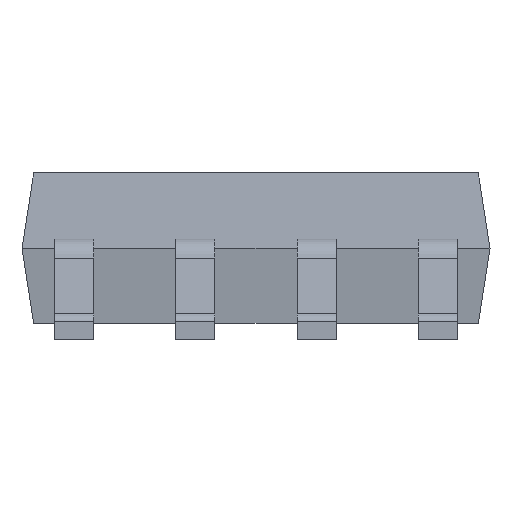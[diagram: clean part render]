
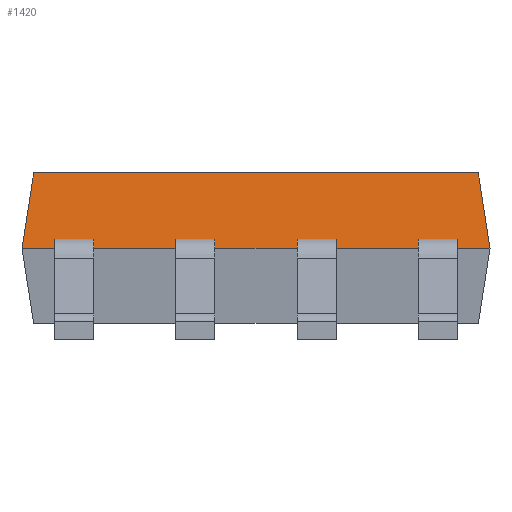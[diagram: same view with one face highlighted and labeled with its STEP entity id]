
A CAD part, left-side view. The second image highlights one B-rep face of the part: STEP entity #1420.
In plain terms, the highlighted free-form (B-spline) face has degree [1, 1] with [2, 2] control points.
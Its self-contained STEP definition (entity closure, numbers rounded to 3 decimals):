
#24 = VERTEX_POINT('',#25);
#25 = CARTESIAN_POINT('',(-1.85,-2.33,1.75));
#31 = EDGE_CURVE('',#24,#32,#34,.T.);
#32 = VERTEX_POINT('',#33);
#33 = CARTESIAN_POINT('',(-1.85,2.33,1.75));
#34 = LINE('',#35,#36);
#35 = CARTESIAN_POINT('',(-1.85,-2.33,1.75));
#36 = VECTOR('',#37,1.);
#37 = DIRECTION('',(0.,1.,0.));
#1225 = EDGE_CURVE('',#24,#1226,#1228,.T.);
#1226 = VERTEX_POINT('',#1227);
#1227 = CARTESIAN_POINT('',(-1.948,-2.453,0.963));
#1228 = B_SPLINE_CURVE_WITH_KNOTS('',1,(#1229,#1230),.UNSPECIFIED.,.F.,
  .F.,(2,2),(0.,1.),.PIECEWISE_BEZIER_KNOTS.);
#1229 = CARTESIAN_POINT('',(-1.85,-2.33,1.75));
#1230 = CARTESIAN_POINT('',(-1.948,-2.453,0.963));
#1420 = ADVANCED_FACE('',(#1421),#1586,.T.);
#1421 = FACE_BOUND('',#1422,.T.);
#1422 = EDGE_LOOP('',(#1423,#1424,#1425,#1432,#1440,#1452,#1459,#1471,
    #1479,#1489,#1496,#1506,#1514,#1524,#1531,#1541,#1549,#1561,#1568,
    #1580));
#1423 = ORIENTED_EDGE('',*,*,#1225,.F.);
#1424 = ORIENTED_EDGE('',*,*,#31,.T.);
#1425 = ORIENTED_EDGE('',*,*,#1426,.T.);
#1426 = EDGE_CURVE('',#32,#1427,#1429,.T.);
#1427 = VERTEX_POINT('',#1428);
#1428 = CARTESIAN_POINT('',(-1.948,2.453,0.963));
#1429 = B_SPLINE_CURVE_WITH_KNOTS('',1,(#1430,#1431),.UNSPECIFIED.,.F.,
  .F.,(2,2),(0.,1.),.PIECEWISE_BEZIER_KNOTS.);
#1430 = CARTESIAN_POINT('',(-1.85,2.33,1.75));
#1431 = CARTESIAN_POINT('',(-1.948,2.453,0.963));
#1432 = ORIENTED_EDGE('',*,*,#1433,.F.);
#1433 = EDGE_CURVE('',#1434,#1427,#1436,.T.);
#1434 = VERTEX_POINT('',#1435);
#1435 = CARTESIAN_POINT('',(-1.948,2.11,0.963));
#1436 = LINE('',#1437,#1438);
#1437 = CARTESIAN_POINT('',(-1.948,-2.453,0.963));
#1438 = VECTOR('',#1439,1.);
#1439 = DIRECTION('',(0.,1.,0.));
#1440 = ORIENTED_EDGE('',*,*,#1441,.F.);
#1441 = EDGE_CURVE('',#1442,#1434,#1444,.T.);
#1442 = VERTEX_POINT('',#1443);
#1443 = CARTESIAN_POINT('',(-1.936,2.11,1.058));
#1444 = B_SPLINE_CURVE_WITH_KNOTS('',6,(#1445,#1446,#1447,#1448,#1449,
    #1450,#1451),.UNSPECIFIED.,.F.,.F.,(7,7),(0.,1.),
  .PIECEWISE_BEZIER_KNOTS.);
#1445 = CARTESIAN_POINT('',(-1.936,2.11,1.058));
#1446 = CARTESIAN_POINT('',(-1.938,2.11,1.041));
#1447 = CARTESIAN_POINT('',(-1.939,2.11,1.028));
#1448 = CARTESIAN_POINT('',(-1.942,2.11,1.011));
#1449 = CARTESIAN_POINT('',(-1.944,2.11,0.989));
#1450 = CARTESIAN_POINT('',(-1.947,2.11,0.968));
#1451 = CARTESIAN_POINT('',(-1.948,2.11,0.963));
#1452 = ORIENTED_EDGE('',*,*,#1453,.T.);
#1453 = EDGE_CURVE('',#1442,#1454,#1456,.T.);
#1454 = VERTEX_POINT('',#1455);
#1455 = CARTESIAN_POINT('',(-1.936,1.7,1.058));
#1456 = B_SPLINE_CURVE_WITH_KNOTS('',1,(#1457,#1458),.UNSPECIFIED.,.F.,
  .F.,(2,2),(0.,1.),.PIECEWISE_BEZIER_KNOTS.);
#1457 = CARTESIAN_POINT('',(-1.936,2.11,1.058));
#1458 = CARTESIAN_POINT('',(-1.936,1.7,1.058));
#1459 = ORIENTED_EDGE('',*,*,#1460,.T.);
#1460 = EDGE_CURVE('',#1454,#1461,#1463,.T.);
#1461 = VERTEX_POINT('',#1462);
#1462 = CARTESIAN_POINT('',(-1.948,1.7,0.963));
#1463 = B_SPLINE_CURVE_WITH_KNOTS('',6,(#1464,#1465,#1466,#1467,#1468,
    #1469,#1470),.UNSPECIFIED.,.F.,.F.,(7,7),(0.,1.),
  .PIECEWISE_BEZIER_KNOTS.);
#1464 = CARTESIAN_POINT('',(-1.936,1.7,1.058));
#1465 = CARTESIAN_POINT('',(-1.938,1.7,1.039));
#1466 = CARTESIAN_POINT('',(-1.94,1.7,1.026));
#1467 = CARTESIAN_POINT('',(-1.942,1.7,1.009));
#1468 = CARTESIAN_POINT('',(-1.944,1.7,0.988));
#1469 = CARTESIAN_POINT('',(-1.947,1.7,0.967));
#1470 = CARTESIAN_POINT('',(-1.948,1.7,0.963));
#1471 = ORIENTED_EDGE('',*,*,#1472,.F.);
#1472 = EDGE_CURVE('',#1473,#1461,#1475,.T.);
#1473 = VERTEX_POINT('',#1474);
#1474 = CARTESIAN_POINT('',(-1.948,0.84,0.963));
#1475 = LINE('',#1476,#1477);
#1476 = CARTESIAN_POINT('',(-1.948,-2.453,0.963));
#1477 = VECTOR('',#1478,1.);
#1478 = DIRECTION('',(0.,1.,0.));
#1479 = ORIENTED_EDGE('',*,*,#1480,.F.);
#1480 = EDGE_CURVE('',#1481,#1473,#1483,.T.);
#1481 = VERTEX_POINT('',#1482);
#1482 = CARTESIAN_POINT('',(-1.936,0.84,1.058));
#1483 = B_SPLINE_CURVE_WITH_KNOTS('',4,(#1484,#1485,#1486,#1487,#1488),
  .UNSPECIFIED.,.F.,.F.,(5,5),(0.,1.),.PIECEWISE_BEZIER_KNOTS.);
#1484 = CARTESIAN_POINT('',(-1.936,0.84,1.058));
#1485 = CARTESIAN_POINT('',(-1.939,0.84,1.034));
#1486 = CARTESIAN_POINT('',(-1.942,0.84,1.01));
#1487 = CARTESIAN_POINT('',(-1.945,0.84,0.986));
#1488 = CARTESIAN_POINT('',(-1.948,0.84,0.963));
#1489 = ORIENTED_EDGE('',*,*,#1490,.T.);
#1490 = EDGE_CURVE('',#1481,#1491,#1493,.T.);
#1491 = VERTEX_POINT('',#1492);
#1492 = CARTESIAN_POINT('',(-1.936,0.43,1.058));
#1493 = B_SPLINE_CURVE_WITH_KNOTS('',1,(#1494,#1495),.UNSPECIFIED.,.F.,
  .F.,(2,2),(0.,1.),.PIECEWISE_BEZIER_KNOTS.);
#1494 = CARTESIAN_POINT('',(-1.936,0.84,1.058));
#1495 = CARTESIAN_POINT('',(-1.936,0.43,1.058));
#1496 = ORIENTED_EDGE('',*,*,#1497,.T.);
#1497 = EDGE_CURVE('',#1491,#1498,#1500,.T.);
#1498 = VERTEX_POINT('',#1499);
#1499 = CARTESIAN_POINT('',(-1.948,0.43,0.963));
#1500 = B_SPLINE_CURVE_WITH_KNOTS('',4,(#1501,#1502,#1503,#1504,#1505),
  .UNSPECIFIED.,.F.,.F.,(5,5),(0.,1.),.PIECEWISE_BEZIER_KNOTS.);
#1501 = CARTESIAN_POINT('',(-1.936,0.43,1.058));
#1502 = CARTESIAN_POINT('',(-1.939,0.43,1.034));
#1503 = CARTESIAN_POINT('',(-1.942,0.43,1.01));
#1504 = CARTESIAN_POINT('',(-1.945,0.43,0.986));
#1505 = CARTESIAN_POINT('',(-1.948,0.43,0.963));
#1506 = ORIENTED_EDGE('',*,*,#1507,.F.);
#1507 = EDGE_CURVE('',#1508,#1498,#1510,.T.);
#1508 = VERTEX_POINT('',#1509);
#1509 = CARTESIAN_POINT('',(-1.948,-0.43,0.963));
#1510 = LINE('',#1511,#1512);
#1511 = CARTESIAN_POINT('',(-1.948,-2.453,0.963));
#1512 = VECTOR('',#1513,1.);
#1513 = DIRECTION('',(0.,1.,0.));
#1514 = ORIENTED_EDGE('',*,*,#1515,.F.);
#1515 = EDGE_CURVE('',#1516,#1508,#1518,.T.);
#1516 = VERTEX_POINT('',#1517);
#1517 = CARTESIAN_POINT('',(-1.936,-0.43,1.058));
#1518 = B_SPLINE_CURVE_WITH_KNOTS('',4,(#1519,#1520,#1521,#1522,#1523),
  .UNSPECIFIED.,.F.,.F.,(5,5),(0.,1.),.PIECEWISE_BEZIER_KNOTS.);
#1519 = CARTESIAN_POINT('',(-1.936,-0.43,1.058));
#1520 = CARTESIAN_POINT('',(-1.939,-0.43,1.034));
#1521 = CARTESIAN_POINT('',(-1.942,-0.43,1.01));
#1522 = CARTESIAN_POINT('',(-1.945,-0.43,0.986));
#1523 = CARTESIAN_POINT('',(-1.948,-0.43,0.963));
#1524 = ORIENTED_EDGE('',*,*,#1525,.T.);
#1525 = EDGE_CURVE('',#1516,#1526,#1528,.T.);
#1526 = VERTEX_POINT('',#1527);
#1527 = CARTESIAN_POINT('',(-1.936,-0.84,1.058));
#1528 = B_SPLINE_CURVE_WITH_KNOTS('',1,(#1529,#1530),.UNSPECIFIED.,.F.,
  .F.,(2,2),(0.,1.),.PIECEWISE_BEZIER_KNOTS.);
#1529 = CARTESIAN_POINT('',(-1.936,-0.43,1.058));
#1530 = CARTESIAN_POINT('',(-1.936,-0.84,1.058));
#1531 = ORIENTED_EDGE('',*,*,#1532,.T.);
#1532 = EDGE_CURVE('',#1526,#1533,#1535,.T.);
#1533 = VERTEX_POINT('',#1534);
#1534 = CARTESIAN_POINT('',(-1.948,-0.84,0.963));
#1535 = B_SPLINE_CURVE_WITH_KNOTS('',4,(#1536,#1537,#1538,#1539,#1540),
  .UNSPECIFIED.,.F.,.F.,(5,5),(0.,1.),.PIECEWISE_BEZIER_KNOTS.);
#1536 = CARTESIAN_POINT('',(-1.936,-0.84,1.058));
#1537 = CARTESIAN_POINT('',(-1.939,-0.84,1.034));
#1538 = CARTESIAN_POINT('',(-1.942,-0.84,1.01));
#1539 = CARTESIAN_POINT('',(-1.945,-0.84,0.986));
#1540 = CARTESIAN_POINT('',(-1.948,-0.84,0.963));
#1541 = ORIENTED_EDGE('',*,*,#1542,.F.);
#1542 = EDGE_CURVE('',#1543,#1533,#1545,.T.);
#1543 = VERTEX_POINT('',#1544);
#1544 = CARTESIAN_POINT('',(-1.948,-1.7,0.963));
#1545 = LINE('',#1546,#1547);
#1546 = CARTESIAN_POINT('',(-1.948,-2.453,0.963));
#1547 = VECTOR('',#1548,1.);
#1548 = DIRECTION('',(0.,1.,0.));
#1549 = ORIENTED_EDGE('',*,*,#1550,.F.);
#1550 = EDGE_CURVE('',#1551,#1543,#1553,.T.);
#1551 = VERTEX_POINT('',#1552);
#1552 = CARTESIAN_POINT('',(-1.936,-1.7,1.058));
#1553 = B_SPLINE_CURVE_WITH_KNOTS('',6,(#1554,#1555,#1556,#1557,#1558,
    #1559,#1560),.UNSPECIFIED.,.F.,.F.,(7,7),(0.,1.),
  .PIECEWISE_BEZIER_KNOTS.);
#1554 = CARTESIAN_POINT('',(-1.936,-1.7,1.058));
#1555 = CARTESIAN_POINT('',(-1.938,-1.7,1.039));
#1556 = CARTESIAN_POINT('',(-1.94,-1.7,1.026));
#1557 = CARTESIAN_POINT('',(-1.942,-1.7,1.009));
#1558 = CARTESIAN_POINT('',(-1.944,-1.7,0.988));
#1559 = CARTESIAN_POINT('',(-1.947,-1.7,0.967));
#1560 = CARTESIAN_POINT('',(-1.948,-1.7,0.963));
#1561 = ORIENTED_EDGE('',*,*,#1562,.T.);
#1562 = EDGE_CURVE('',#1551,#1563,#1565,.T.);
#1563 = VERTEX_POINT('',#1564);
#1564 = CARTESIAN_POINT('',(-1.936,-2.11,1.058));
#1565 = B_SPLINE_CURVE_WITH_KNOTS('',1,(#1566,#1567),.UNSPECIFIED.,.F.,
  .F.,(2,2),(0.,1.),.PIECEWISE_BEZIER_KNOTS.);
#1566 = CARTESIAN_POINT('',(-1.936,-1.7,1.058));
#1567 = CARTESIAN_POINT('',(-1.936,-2.11,1.058));
#1568 = ORIENTED_EDGE('',*,*,#1569,.T.);
#1569 = EDGE_CURVE('',#1563,#1570,#1572,.T.);
#1570 = VERTEX_POINT('',#1571);
#1571 = CARTESIAN_POINT('',(-1.948,-2.11,0.963));
#1572 = B_SPLINE_CURVE_WITH_KNOTS('',6,(#1573,#1574,#1575,#1576,#1577,
    #1578,#1579),.UNSPECIFIED.,.F.,.F.,(7,7),(0.,1.),
  .PIECEWISE_BEZIER_KNOTS.);
#1573 = CARTESIAN_POINT('',(-1.936,-2.11,1.058));
#1574 = CARTESIAN_POINT('',(-1.938,-2.11,1.041));
#1575 = CARTESIAN_POINT('',(-1.939,-2.11,1.028));
#1576 = CARTESIAN_POINT('',(-1.942,-2.11,1.011));
#1577 = CARTESIAN_POINT('',(-1.944,-2.11,0.989));
#1578 = CARTESIAN_POINT('',(-1.947,-2.11,0.968));
#1579 = CARTESIAN_POINT('',(-1.948,-2.11,0.963));
#1580 = ORIENTED_EDGE('',*,*,#1581,.F.);
#1581 = EDGE_CURVE('',#1226,#1570,#1582,.T.);
#1582 = LINE('',#1583,#1584);
#1583 = CARTESIAN_POINT('',(-1.948,-2.453,0.963));
#1584 = VECTOR('',#1585,1.);
#1585 = DIRECTION('',(0.,1.,0.));
#1586 = B_SPLINE_SURFACE_WITH_KNOTS('',1,1,(
    (#1587,#1588)
    ,(#1589,#1590
    )),.UNSPECIFIED.,.F.,.F.,.F.,(2,2),(2,2),(0.,4.905),(0.,1.),
  .PIECEWISE_BEZIER_KNOTS.);
#1587 = CARTESIAN_POINT('',(-1.85,-2.33,1.75));
#1588 = CARTESIAN_POINT('',(-1.948,-2.453,0.963));
#1589 = CARTESIAN_POINT('',(-1.85,2.33,1.75));
#1590 = CARTESIAN_POINT('',(-1.948,2.453,0.963));
